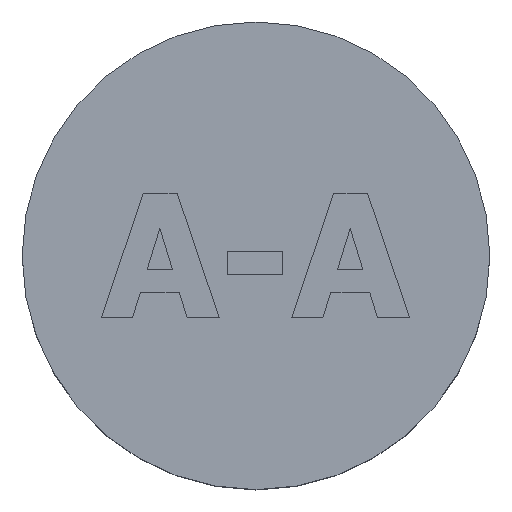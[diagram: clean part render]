
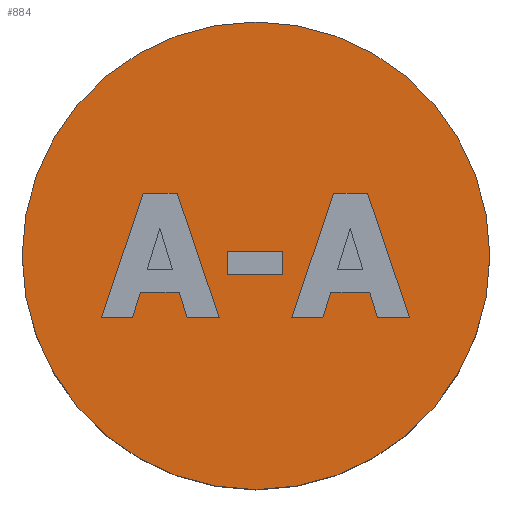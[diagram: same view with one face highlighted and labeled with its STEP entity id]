
A CAD part, top view. The second image highlights one B-rep face of the part: STEP entity #884.
In plain terms, the highlighted planar face has unit normal (0, 0, 1).
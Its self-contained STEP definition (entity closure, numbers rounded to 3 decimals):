
#20=CIRCLE('',#954,5.75);
#26=FACE_BOUND('',#112,.T.);
#27=FACE_BOUND('',#113,.T.);
#28=FACE_BOUND('',#114,.T.);
#60=FACE_OUTER_BOUND('',#111,.T.);
#111=EDGE_LOOP('',(#698));
#112=EDGE_LOOP('',(#699,#700,#701,#702,#703,#704,#705,#706));
#113=EDGE_LOOP('',(#707,#708,#709,#710,#711,#712,#713,#714));
#114=EDGE_LOOP('',(#715,#716,#717,#718));
#145=LINE('',#1223,#261);
#149=LINE('',#1231,#265);
#152=LINE('',#1237,#268);
#155=LINE('',#1243,#271);
#158=LINE('',#1249,#274);
#161=LINE('',#1255,#277);
#164=LINE('',#1261,#280);
#167=LINE('',#1266,#283);
#178=LINE('',#1290,#294);
#182=LINE('',#1298,#298);
#185=LINE('',#1304,#301);
#188=LINE('',#1310,#304);
#191=LINE('',#1316,#307);
#194=LINE('',#1322,#310);
#197=LINE('',#1328,#313);
#200=LINE('',#1333,#316);
#202=LINE('',#1339,#318);
#206=LINE('',#1347,#322);
#209=LINE('',#1353,#325);
#212=LINE('',#1358,#328);
#261=VECTOR('',#996,10.);
#265=VECTOR('',#1002,10.);
#268=VECTOR('',#1007,10.);
#271=VECTOR('',#1012,10.);
#274=VECTOR('',#1017,10.);
#277=VECTOR('',#1022,10.);
#280=VECTOR('',#1027,10.);
#283=VECTOR('',#1032,10.);
#294=VECTOR('',#1053,10.);
#298=VECTOR('',#1059,10.);
#301=VECTOR('',#1064,10.);
#304=VECTOR('',#1069,10.);
#307=VECTOR('',#1074,10.);
#310=VECTOR('',#1079,10.);
#313=VECTOR('',#1084,10.);
#316=VECTOR('',#1089,10.);
#318=VECTOR('',#1095,10.);
#322=VECTOR('',#1101,10.);
#325=VECTOR('',#1106,10.);
#328=VECTOR('',#1111,10.);
#374=VERTEX_POINT('',#1221);
#375=VERTEX_POINT('',#1222);
#378=VERTEX_POINT('',#1230);
#380=VERTEX_POINT('',#1236);
#382=VERTEX_POINT('',#1242);
#384=VERTEX_POINT('',#1248);
#386=VERTEX_POINT('',#1254);
#388=VERTEX_POINT('',#1260);
#396=VERTEX_POINT('',#1288);
#397=VERTEX_POINT('',#1289);
#400=VERTEX_POINT('',#1297);
#402=VERTEX_POINT('',#1303);
#404=VERTEX_POINT('',#1309);
#406=VERTEX_POINT('',#1315);
#408=VERTEX_POINT('',#1321);
#410=VERTEX_POINT('',#1327);
#412=VERTEX_POINT('',#1337);
#413=VERTEX_POINT('',#1338);
#416=VERTEX_POINT('',#1346);
#418=VERTEX_POINT('',#1352);
#420=VERTEX_POINT('',#1362);
#457=EDGE_CURVE('',#374,#375,#145,.T.);
#461=EDGE_CURVE('',#375,#378,#149,.T.);
#464=EDGE_CURVE('',#378,#380,#152,.T.);
#467=EDGE_CURVE('',#380,#382,#155,.T.);
#470=EDGE_CURVE('',#382,#384,#158,.T.);
#473=EDGE_CURVE('',#384,#386,#161,.T.);
#476=EDGE_CURVE('',#386,#388,#164,.T.);
#479=EDGE_CURVE('',#388,#374,#167,.T.);
#490=EDGE_CURVE('',#396,#397,#178,.T.);
#494=EDGE_CURVE('',#397,#400,#182,.T.);
#497=EDGE_CURVE('',#400,#402,#185,.T.);
#500=EDGE_CURVE('',#402,#404,#188,.T.);
#503=EDGE_CURVE('',#404,#406,#191,.T.);
#506=EDGE_CURVE('',#406,#408,#194,.T.);
#509=EDGE_CURVE('',#408,#410,#197,.T.);
#512=EDGE_CURVE('',#410,#396,#200,.T.);
#514=EDGE_CURVE('',#412,#413,#202,.T.);
#518=EDGE_CURVE('',#413,#416,#206,.T.);
#521=EDGE_CURVE('',#416,#418,#209,.T.);
#524=EDGE_CURVE('',#418,#412,#212,.T.);
#526=EDGE_CURVE('',#420,#420,#20,.T.);
#698=ORIENTED_EDGE('',*,*,#526,.T.);
#699=ORIENTED_EDGE('',*,*,#457,.T.);
#700=ORIENTED_EDGE('',*,*,#461,.T.);
#701=ORIENTED_EDGE('',*,*,#464,.T.);
#702=ORIENTED_EDGE('',*,*,#467,.T.);
#703=ORIENTED_EDGE('',*,*,#470,.T.);
#704=ORIENTED_EDGE('',*,*,#473,.T.);
#705=ORIENTED_EDGE('',*,*,#476,.T.);
#706=ORIENTED_EDGE('',*,*,#479,.T.);
#707=ORIENTED_EDGE('',*,*,#490,.T.);
#708=ORIENTED_EDGE('',*,*,#494,.T.);
#709=ORIENTED_EDGE('',*,*,#497,.T.);
#710=ORIENTED_EDGE('',*,*,#500,.T.);
#711=ORIENTED_EDGE('',*,*,#503,.T.);
#712=ORIENTED_EDGE('',*,*,#506,.T.);
#713=ORIENTED_EDGE('',*,*,#509,.T.);
#714=ORIENTED_EDGE('',*,*,#512,.T.);
#715=ORIENTED_EDGE('',*,*,#514,.T.);
#716=ORIENTED_EDGE('',*,*,#518,.T.);
#717=ORIENTED_EDGE('',*,*,#521,.T.);
#718=ORIENTED_EDGE('',*,*,#524,.T.);
#837=PLANE('',#953);
#884=ADVANCED_FACE('',(#60,#26,#27,#28),#837,.T.);
#953=AXIS2_PLACEMENT_3D('',#1361,#1115,#1116);
#954=AXIS2_PLACEMENT_3D('',#1363,#1117,#1118);
#996=DIRECTION('',(1.,0.,0.));
#1002=DIRECTION('',(0.32,-0.947,0.));
#1007=DIRECTION('',(-1.,0.,0.));
#1012=DIRECTION('',(-0.292,0.956,0.));
#1017=DIRECTION('',(-1.,0.,0.));
#1022=DIRECTION('',(-0.296,-0.955,0.));
#1027=DIRECTION('',(-1.,0.,0.));
#1032=DIRECTION('',(0.32,0.947,0.));
#1053=DIRECTION('',(1.,0.,0.));
#1059=DIRECTION('',(0.32,-0.947,0.));
#1064=DIRECTION('',(-1.,0.,0.));
#1069=DIRECTION('',(-0.292,0.956,0.));
#1074=DIRECTION('',(-1.,0.,0.));
#1079=DIRECTION('',(-0.296,-0.955,0.));
#1084=DIRECTION('',(-1.,0.,0.));
#1089=DIRECTION('',(0.32,0.947,0.));
#1095=DIRECTION('',(0.,1.,0.));
#1101=DIRECTION('',(1.,0.,0.));
#1106=DIRECTION('',(0.,-1.,0.));
#1111=DIRECTION('',(-1.,0.,0.));
#1115=DIRECTION('center_axis',(0.,0.,1.));
#1116=DIRECTION('ref_axis',(1.,0.,0.));
#1117=DIRECTION('center_axis',(0.,0.,1.));
#1118=DIRECTION('ref_axis',(1.,0.,0.));
#1221=CARTESIAN_POINT('',(1.909,1.533,5.));
#1222=CARTESIAN_POINT('',(2.744,1.533,5.));
#1223=CARTESIAN_POINT('',(1.372,1.533,5.));
#1230=CARTESIAN_POINT('',(3.775,-1.517,5.));
#1231=CARTESIAN_POINT('',(3.352,-0.264,5.));
#1236=CARTESIAN_POINT('',(2.987,-1.517,5.));
#1237=CARTESIAN_POINT('',(1.493,-1.517,5.));
#1242=CARTESIAN_POINT('',(2.796,-0.894,5.));
#1243=CARTESIAN_POINT('',(2.552,-0.095,5.));
#1248=CARTESIAN_POINT('',(1.837,-0.894,5.));
#1249=CARTESIAN_POINT('',(0.919,-0.894,5.));
#1254=CARTESIAN_POINT('',(1.645,-1.517,5.));
#1255=CARTESIAN_POINT('',(1.787,-1.057,5.));
#1260=CARTESIAN_POINT('',(0.878,-1.517,5.));
#1261=CARTESIAN_POINT('',(0.439,-1.517,5.));
#1266=CARTESIAN_POINT('',(1.579,0.556,5.));
#1288=CARTESIAN_POINT('',(-2.772,1.533,5.));
#1289=CARTESIAN_POINT('',(-1.937,1.533,5.));
#1290=CARTESIAN_POINT('',(-0.968,1.533,5.));
#1297=CARTESIAN_POINT('',(-0.906,-1.517,5.));
#1298=CARTESIAN_POINT('',(-1.09,-0.974,5.));
#1303=CARTESIAN_POINT('',(-1.695,-1.517,5.));
#1304=CARTESIAN_POINT('',(-0.847,-1.517,5.));
#1309=CARTESIAN_POINT('',(-1.885,-0.894,5.));
#1310=CARTESIAN_POINT('',(-1.929,-0.749,5.));
#1315=CARTESIAN_POINT('',(-2.844,-0.894,5.));
#1316=CARTESIAN_POINT('',(-1.422,-0.894,5.));
#1321=CARTESIAN_POINT('',(-3.037,-1.517,5.));
#1322=CARTESIAN_POINT('',(-2.69,-0.396,5.));
#1327=CARTESIAN_POINT('',(-3.803,-1.517,5.));
#1328=CARTESIAN_POINT('',(-1.901,-1.517,5.));
#1333=CARTESIAN_POINT('',(-2.863,1.265,5.));
#1337=CARTESIAN_POINT('',(-0.694,-0.454,5.));
#1338=CARTESIAN_POINT('',(-0.694,0.114,5.));
#1339=CARTESIAN_POINT('',(-0.694,0.057,5.));
#1346=CARTESIAN_POINT('',(0.663,0.114,5.));
#1347=CARTESIAN_POINT('',(0.332,0.114,5.));
#1352=CARTESIAN_POINT('',(0.663,-0.454,5.));
#1353=CARTESIAN_POINT('',(0.663,-0.227,5.));
#1358=CARTESIAN_POINT('',(-0.347,-0.454,5.));
#1361=CARTESIAN_POINT('Origin',(0.,0.,5.));
#1362=CARTESIAN_POINT('',(-5.75,0.,5.));
#1363=CARTESIAN_POINT('Origin',(0.,0.,5.));
